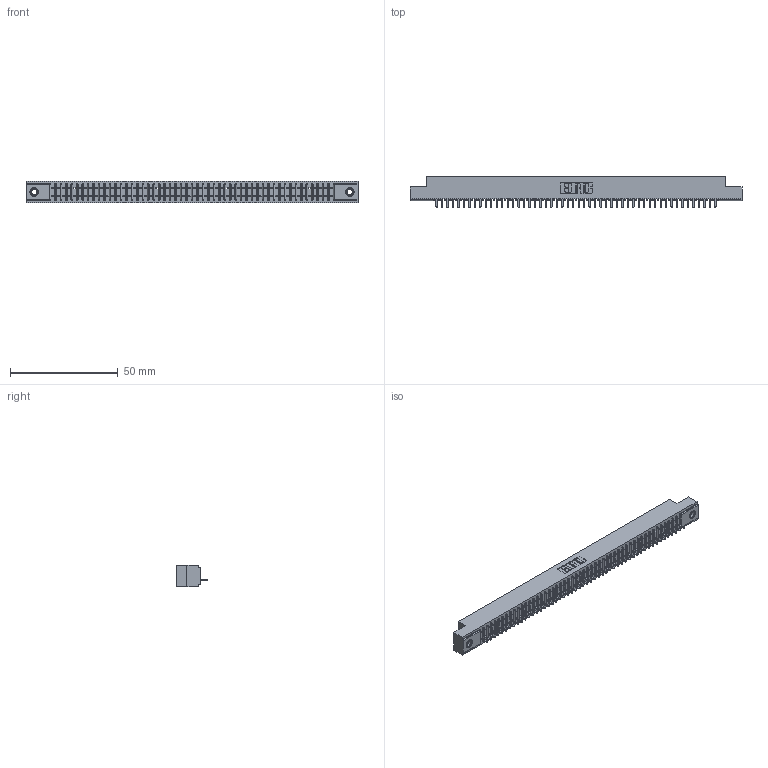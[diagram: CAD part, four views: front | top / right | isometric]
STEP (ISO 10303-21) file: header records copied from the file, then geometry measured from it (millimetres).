
FILE_DESCRIPTION (( 'STEP AP203' ), '1' );
FILE_NAME ('391-052-520-107.STEP', '2018-08-09T05:48:55', ( '' ), ( '' ), 'SwSTEP 2.0', 'SolidWorks 2016', '' );
FILE_SCHEMA (( 'CONFIG_CONTROL_DESIGN' ));
Length unit declared in the file: inch
Products named in the file (4): 341 Part_.156 (3.96) Dia Mounting Holes; 341-292-001_341-292-120; 345-250-001_345-250-005-103; 391-052-520-107
Assembly tree (55 placements, depth 2):
  391-052-520-107
    341 Part_.156 (3.96) Dia Mounting Holes
    341-292-001_341-292-120  x52
    345-250-001_345-250-005-103  x2
Bounding box: 154.31 x 14.27 x 10.16 mm (x, y, z)
Volume: 11019.9 mm3; surface area: 17274.4 mm2
Topology: 55 solids, 55 shells, 4440 faces, 12776 edges, 8194 vertices
Faces by surface type: plane 2752, cylinder 1464, sphere 106, torus 106, cone 12
Entity records: 61120 total; most frequent: CARTESIAN_POINT 10367, ORIENTED_EDGE 10348, DIRECTION 10010, EDGE_CURVE 5174, LINE 4188, VECTOR 4188, VERTEX_POINT 3268, AXIS2_PLACEMENT_3D 2911
